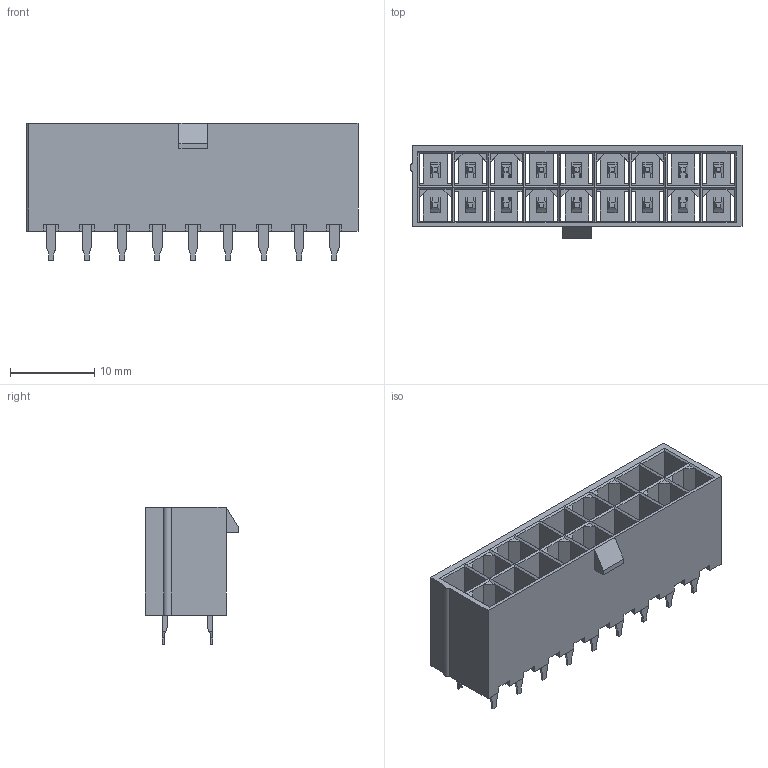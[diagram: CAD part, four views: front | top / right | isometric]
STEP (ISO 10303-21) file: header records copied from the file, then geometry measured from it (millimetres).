
FILE_DESCRIPTION(/* description */ ('Unknown'),/* implementation_level */ '2;1');
FILE_NAME(/* name */ 'J_Wurth_WR-MPC4_64901821122',/* time_stamp */ '2025-06-16T09:28:47+08:00',/* author */ ('Unknown'),/* organization */ ('Unknown'),/* preprocessor_version */ 'ST-DEVELOPER v19.4',/* originating_system */ 'Solid Edge',/* authorisation */ 'Unknown');
FILE_SCHEMA (('AUTOMOTIVE_DESIGN {1 0 10303 214 3 1 1}'));
Products named in the file (2): J_Wurth_WR-MPC4_64901821122
Assembly tree (1 placements, depth 2):
  J_Wurth_WR-MPC4_64901821122
    J_Wurth_WR-MPC4_64901821122
Bounding box: 39.4 x 11.1 x 16.3 mm (x, y, z)
Volume: 2166.8 mm3; surface area: 6723.8 mm2
Topology: 1 solids, 1 shells, 2127 faces, 6690 edges, 4314 vertices
Faces by surface type: plane 1694, cylinder 433
Entity records: 88426 total; most frequent: ORIENTED_EDGE 13380, CARTESIAN_POINT 13133, DIRECTION 11814, EDGE_CURVE 6690, LINE 5824, VECTOR 5824, VERTEX_POINT 4314, AXIS2_PLACEMENT_3D 2995
